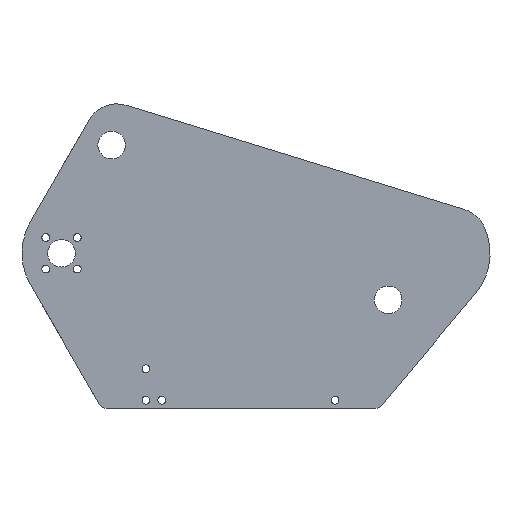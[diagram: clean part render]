
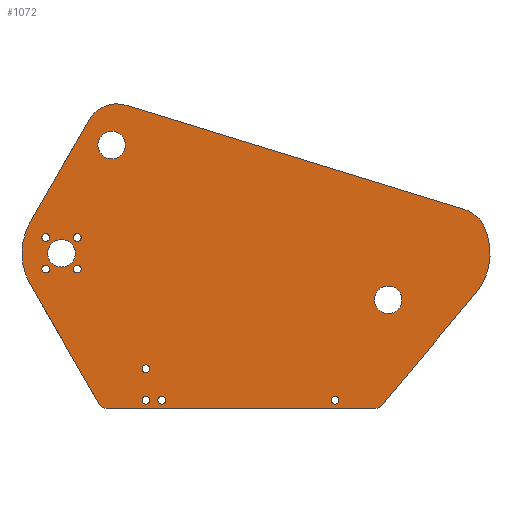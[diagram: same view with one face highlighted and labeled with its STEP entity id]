
A CAD part, front view. The second image highlights one B-rep face of the part: STEP entity #1072.
In plain terms, the highlighted planar face has unit normal (0, -1, 0).
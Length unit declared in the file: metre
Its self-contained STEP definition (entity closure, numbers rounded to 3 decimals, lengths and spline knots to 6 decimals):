
#15=CIRCLE('',#1139,0.032);
#17=CIRCLE('',#1143,0.004);
#19=CIRCLE('',#1147,0.004);
#21=CIRCLE('',#1151,0.032);
#22=CIRCLE('',#1153,0.002);
#24=CIRCLE('',#1156,0.002);
#26=CIRCLE('',#1159,0.002);
#28=CIRCLE('',#1162,0.002);
#30=CIRCLE('',#1165,0.002);
#32=CIRCLE('',#1168,0.007);
#34=CIRCLE('',#1171,0.007);
#36=CIRCLE('',#1174,0.002);
#38=CIRCLE('',#1177,0.002);
#40=CIRCLE('',#1180,0.002);
#42=CIRCLE('',#1183,0.007);
#43=CIRCLE('',#1184,0.016);
#44=CIRCLE('',#1185,0.016);
#180=ORIENTED_EDGE('',*,*,#457,.F.);
#181=ORIENTED_EDGE('',*,*,#436,.T.);
#182=ORIENTED_EDGE('',*,*,#458,.T.);
#183=ORIENTED_EDGE('',*,*,#459,.F.);
#184=ORIENTED_EDGE('',*,*,#460,.T.);
#185=ORIENTED_EDGE('',*,*,#412,.F.);
#186=ORIENTED_EDGE('',*,*,#418,.T.);
#187=ORIENTED_EDGE('',*,*,#421,.F.);
#188=ORIENTED_EDGE('',*,*,#424,.T.);
#189=ORIENTED_EDGE('',*,*,#427,.T.);
#190=ORIENTED_EDGE('',*,*,#430,.T.);
#191=ORIENTED_EDGE('',*,*,#433,.F.);
#192=ORIENTED_EDGE('',*,*,#453,.F.);
#193=ORIENTED_EDGE('',*,*,#451,.F.);
#194=ORIENTED_EDGE('',*,*,#449,.F.);
#195=ORIENTED_EDGE('',*,*,#447,.F.);
#196=ORIENTED_EDGE('',*,*,#445,.F.);
#197=ORIENTED_EDGE('',*,*,#443,.F.);
#198=ORIENTED_EDGE('',*,*,#441,.F.);
#199=ORIENTED_EDGE('',*,*,#439,.F.);
#200=ORIENTED_EDGE('',*,*,#437,.F.);
#201=ORIENTED_EDGE('',*,*,#455,.F.);
#412=EDGE_CURVE('',#554,#555,#662,.T.);
#418=EDGE_CURVE('',#554,#559,#15,.T.);
#421=EDGE_CURVE('',#561,#559,#669,.T.);
#424=EDGE_CURVE('',#561,#563,#17,.T.);
#427=EDGE_CURVE('',#563,#565,#673,.T.);
#430=EDGE_CURVE('',#565,#567,#19,.T.);
#433=EDGE_CURVE('',#569,#567,#677,.T.);
#436=EDGE_CURVE('',#569,#571,#21,.T.);
#437=EDGE_CURVE('',#572,#572,#22,.T.);
#439=EDGE_CURVE('',#574,#574,#24,.T.);
#441=EDGE_CURVE('',#576,#576,#26,.T.);
#443=EDGE_CURVE('',#578,#578,#28,.T.);
#445=EDGE_CURVE('',#580,#580,#30,.T.);
#447=EDGE_CURVE('',#582,#582,#32,.T.);
#449=EDGE_CURVE('',#584,#584,#34,.T.);
#451=EDGE_CURVE('',#586,#586,#36,.T.);
#453=EDGE_CURVE('',#588,#588,#38,.T.);
#455=EDGE_CURVE('',#590,#590,#40,.T.);
#457=EDGE_CURVE('',#592,#592,#42,.T.);
#458=EDGE_CURVE('',#571,#593,#43,.T.);
#459=EDGE_CURVE('',#594,#593,#679,.T.);
#460=EDGE_CURVE('',#594,#555,#44,.T.);
#554=VERTEX_POINT('',#1612);
#555=VERTEX_POINT('',#1613);
#559=VERTEX_POINT('',#1623);
#561=VERTEX_POINT('',#1629);
#563=VERTEX_POINT('',#1635);
#565=VERTEX_POINT('',#1641);
#567=VERTEX_POINT('',#1647);
#569=VERTEX_POINT('',#1653);
#571=VERTEX_POINT('',#1659);
#572=VERTEX_POINT('',#1663);
#574=VERTEX_POINT('',#1668);
#576=VERTEX_POINT('',#1673);
#578=VERTEX_POINT('',#1678);
#580=VERTEX_POINT('',#1683);
#582=VERTEX_POINT('',#1688);
#584=VERTEX_POINT('',#1693);
#586=VERTEX_POINT('',#1698);
#588=VERTEX_POINT('',#1703);
#590=VERTEX_POINT('',#1708);
#592=VERTEX_POINT('',#1713);
#593=VERTEX_POINT('',#1715);
#594=VERTEX_POINT('',#1717);
#662=LINE('',#1611,#728);
#669=LINE('',#1630,#735);
#673=LINE('',#1642,#739);
#677=LINE('',#1654,#743);
#679=LINE('',#1716,#745);
#728=VECTOR('',#1275,1.);
#735=VECTOR('',#1290,1.);
#739=VECTOR('',#1302,1.);
#743=VECTOR('',#1314,1.);
#745=VECTOR('',#1388,1.);
#822=EDGE_LOOP('',(#180));
#823=EDGE_LOOP('',(#181,#182,#183,#184,#185,#186,#187,#188,#189,#190,#191));
#824=EDGE_LOOP('',(#192));
#825=EDGE_LOOP('',(#193));
#826=EDGE_LOOP('',(#194));
#827=EDGE_LOOP('',(#195));
#828=EDGE_LOOP('',(#196));
#829=EDGE_LOOP('',(#197));
#830=EDGE_LOOP('',(#198));
#831=EDGE_LOOP('',(#199));
#832=EDGE_LOOP('',(#200));
#833=EDGE_LOOP('',(#201));
#942=FACE_BOUND('',#822,.T.);
#943=FACE_BOUND('',#823,.T.);
#944=FACE_BOUND('',#824,.T.);
#945=FACE_BOUND('',#825,.T.);
#946=FACE_BOUND('',#826,.T.);
#947=FACE_BOUND('',#827,.T.);
#948=FACE_BOUND('',#828,.T.);
#949=FACE_BOUND('',#829,.T.);
#950=FACE_BOUND('',#830,.T.);
#951=FACE_BOUND('',#831,.T.);
#952=FACE_BOUND('',#832,.T.);
#953=FACE_BOUND('',#833,.T.);
#1038=PLANE('',#1182);
#1072=ADVANCED_FACE('',(#942,#943,#944,#945,#946,#947,#948,#949,#950,#951,
#952,#953),#1038,.T.);
#1139=AXIS2_PLACEMENT_3D('',#1624,#1284,#1285);
#1143=AXIS2_PLACEMENT_3D('',#1636,#1296,#1297);
#1147=AXIS2_PLACEMENT_3D('',#1648,#1308,#1309);
#1151=AXIS2_PLACEMENT_3D('',#1660,#1320,#1321);
#1153=AXIS2_PLACEMENT_3D('',#1662,#1324,#1325);
#1156=AXIS2_PLACEMENT_3D('',#1667,#1330,#1331);
#1159=AXIS2_PLACEMENT_3D('',#1672,#1336,#1337);
#1162=AXIS2_PLACEMENT_3D('',#1677,#1342,#1343);
#1165=AXIS2_PLACEMENT_3D('',#1682,#1348,#1349);
#1168=AXIS2_PLACEMENT_3D('',#1687,#1354,#1355);
#1171=AXIS2_PLACEMENT_3D('',#1692,#1360,#1361);
#1174=AXIS2_PLACEMENT_3D('',#1697,#1366,#1367);
#1177=AXIS2_PLACEMENT_3D('',#1702,#1372,#1373);
#1180=AXIS2_PLACEMENT_3D('',#1707,#1378,#1379);
#1182=AXIS2_PLACEMENT_3D('',#1711,#1382,#1383);
#1183=AXIS2_PLACEMENT_3D('',#1712,#1384,#1385);
#1184=AXIS2_PLACEMENT_3D('',#1714,#1386,#1387);
#1185=AXIS2_PLACEMENT_3D('',#1718,#1389,#1390);
#1275=DIRECTION('',(0.5,0.,0.866));
#1284=DIRECTION('',(0.,-1.,0.));
#1285=DIRECTION('',(0.,0.,-1.));
#1290=DIRECTION('',(-0.5,0.,0.866));
#1296=DIRECTION('',(0.,-1.,0.));
#1297=DIRECTION('',(0.,0.,-1.));
#1302=DIRECTION('',(1.,0.,0.));
#1308=DIRECTION('',(0.,-1.,0.));
#1309=DIRECTION('',(0.,0.,-1.));
#1314=DIRECTION('',(-0.643,0.,-0.766));
#1320=DIRECTION('',(0.,-1.,0.));
#1321=DIRECTION('',(0.,0.,-1.));
#1324=DIRECTION('',(0.,-1.,0.));
#1325=DIRECTION('',(0.,0.,-1.));
#1330=DIRECTION('',(0.,-1.,0.));
#1331=DIRECTION('',(0.,0.,-1.));
#1336=DIRECTION('',(0.,-1.,0.));
#1337=DIRECTION('',(0.,0.,-1.));
#1342=DIRECTION('',(0.,-1.,0.));
#1343=DIRECTION('',(0.,0.,-1.));
#1348=DIRECTION('',(0.,-1.,0.));
#1349=DIRECTION('',(0.,0.,-1.));
#1354=DIRECTION('',(0.,-1.,0.));
#1355=DIRECTION('',(0.,0.,-1.));
#1360=DIRECTION('',(0.,-1.,0.));
#1361=DIRECTION('',(0.,0.,-1.));
#1366=DIRECTION('',(0.,-1.,0.));
#1367=DIRECTION('',(0.,0.,-1.));
#1372=DIRECTION('',(0.,-1.,0.));
#1373=DIRECTION('',(0.,0.,-1.));
#1378=DIRECTION('',(0.,-1.,0.));
#1379=DIRECTION('',(0.,0.,-1.));
#1382=DIRECTION('',(0.,-1.,0.));
#1383=DIRECTION('',(1.,0.,0.));
#1384=DIRECTION('',(0.,-1.,0.));
#1385=DIRECTION('',(0.,0.,-1.));
#1386=DIRECTION('',(0.,-1.,0.));
#1387=DIRECTION('',(0.,0.,-1.));
#1388=DIRECTION('',(0.956,0.,-0.294));
#1389=DIRECTION('',(0.,-1.,0.));
#1390=DIRECTION('',(0.,0.,-1.));
#1611=CARTESIAN_POINT('',(-0.082428,-0.003175,0.136583));
#1612=CARTESIAN_POINT('',(-0.106655,-0.003175,0.094622));
#1613=CARTESIAN_POINT('',(-0.076697,-0.003175,0.14651));
#1623=CARTESIAN_POINT('',(-0.106655,-0.003175,0.062622));
#1624=CARTESIAN_POINT('',(-0.078942,-0.003175,0.078622));
#1629=CARTESIAN_POINT('',(-0.071655,-0.003175,0.002));
#1630=CARTESIAN_POINT('',(-0.089155,-0.003175,0.032311));
#1635=CARTESIAN_POINT('',(-0.068191,-0.003175,0.));
#1636=CARTESIAN_POINT('',(-0.068191,-0.003175,0.004));
#1641=CARTESIAN_POINT('',(0.068635,-0.003175,0.));
#1642=CARTESIAN_POINT('',(0.000222,-0.003175,0.));
#1647=CARTESIAN_POINT('',(0.071699,-0.003175,0.001429));
#1648=CARTESIAN_POINT('',(0.068635,-0.003175,0.004));
#1653=CARTESIAN_POINT('',(0.119228,-0.003175,0.058072));
#1654=CARTESIAN_POINT('',(0.095463,-0.003175,0.02975));
#1659=CARTESIAN_POINT('',(0.12357,-0.003175,0.092474));
#1660=CARTESIAN_POINT('',(0.094714,-0.003175,0.078641));
#1662=CARTESIAN_POINT('',(-0.04,-0.003175,0.004));
#1663=CARTESIAN_POINT('',(-0.04,-0.003175,0.002));
#1667=CARTESIAN_POINT('',(-0.098892,-0.003175,0.086622));
#1668=CARTESIAN_POINT('',(-0.098892,-0.003175,0.084622));
#1672=CARTESIAN_POINT('',(-0.098892,-0.003175,0.070622));
#1673=CARTESIAN_POINT('',(-0.098892,-0.003175,0.068622));
#1677=CARTESIAN_POINT('',(-0.082892,-0.003175,0.070622));
#1678=CARTESIAN_POINT('',(-0.082892,-0.003175,0.068622));
#1682=CARTESIAN_POINT('',(-0.082892,-0.003175,0.086622));
#1683=CARTESIAN_POINT('',(-0.082892,-0.003175,0.084622));
#1687=CARTESIAN_POINT('',(-0.090892,-0.003175,0.078622));
#1688=CARTESIAN_POINT('',(-0.090892,-0.003175,0.071622));
#1692=CARTESIAN_POINT('',(0.075,-0.003175,0.055));
#1693=CARTESIAN_POINT('',(0.075,-0.003175,0.048));
#1697=CARTESIAN_POINT('',(-0.048,-0.003175,0.004));
#1698=CARTESIAN_POINT('',(-0.048,-0.003175,0.002));
#1702=CARTESIAN_POINT('',(0.048,-0.003175,0.004));
#1703=CARTESIAN_POINT('',(0.048,-0.003175,0.002));
#1707=CARTESIAN_POINT('',(-0.048,-0.003175,0.02));
#1708=CARTESIAN_POINT('',(-0.048,-0.003175,0.018));
#1711=CARTESIAN_POINT('',(0.045779,-0.003175,0.055022));
#1712=CARTESIAN_POINT('',(-0.065409,-0.003175,0.133576));
#1713=CARTESIAN_POINT('',(-0.065409,-0.003175,0.126576));
#1714=CARTESIAN_POINT('',(0.109142,-0.003175,0.085558));
#1715=CARTESIAN_POINT('',(0.11385,-0.003175,0.100849));
#1716=CARTESIAN_POINT('',(0.064561,-0.003175,0.116025));
#1717=CARTESIAN_POINT('',(-0.058132,-0.003175,0.153802));
#1718=CARTESIAN_POINT('',(-0.062841,-0.003175,0.13851));
